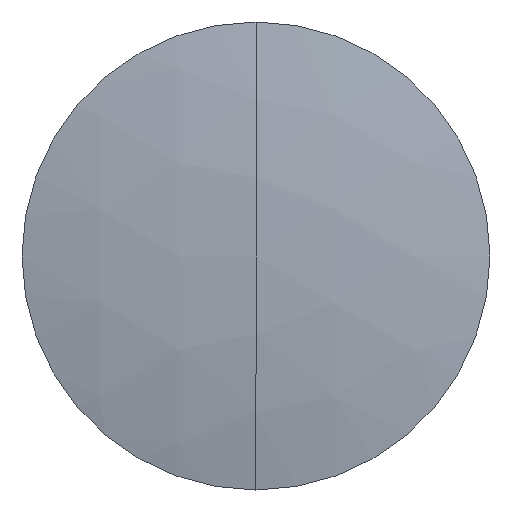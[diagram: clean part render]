
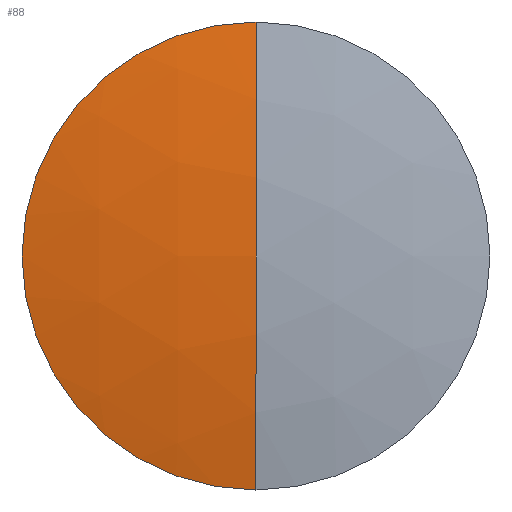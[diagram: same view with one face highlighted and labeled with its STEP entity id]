
A CAD part, left-side view. The second image highlights one B-rep face of the part: STEP entity #88.
In plain terms, the highlighted spherical face has radius 50.517 mm.
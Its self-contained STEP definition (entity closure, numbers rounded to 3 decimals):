
#11 = CARTESIAN_POINT ( 'NONE',  ( 37.612, 0., 0. ) ) ;
#23 = ORIENTED_EDGE ( 'NONE', *, *, #292, .T. ) ;
#28 = DIRECTION ( 'NONE',  ( 0., 0., 1. ) ) ;
#34 = DIRECTION ( 'NONE',  ( 0., 0., 1. ) ) ;
#35 = CARTESIAN_POINT ( 'NONE',  ( 88.129, 0., 0. ) ) ;
#40 = CARTESIAN_POINT ( 'NONE',  ( 38.611, 0., -10. ) ) ;
#41 = ORIENTED_EDGE ( 'NONE', *, *, #169, .F. ) ;
#64 = CARTESIAN_POINT ( 'NONE',  ( 88.129, 0., 0. ) ) ;
#67 = VERTEX_POINT ( 'NONE', #40 ) ;
#77 = FACE_OUTER_BOUND ( 'NONE', #92, .T. ) ;
#82 = SPHERICAL_SURFACE ( 'NONE', #291, 50.517 ) ;
#88 = ADVANCED_FACE ( 'NONE', ( #77 ), #82, .T. ) ;
#92 = EDGE_LOOP ( 'NONE', ( #23, #181, #41 ) ) ;
#101 = CARTESIAN_POINT ( 'NONE',  ( 38.611, 0., 0. ) ) ;
#107 = DIRECTION ( 'NONE',  ( 0., -1., 0. ) ) ;
#143 = VERTEX_POINT ( 'NONE', #301 ) ;
#144 = DIRECTION ( 'NONE',  ( 0., 1., 0. ) ) ;
#149 = AXIS2_PLACEMENT_3D ( 'NONE', #101, #315, #312 ) ;
#151 = CARTESIAN_POINT ( 'NONE',  ( 88.129, 0., 0. ) ) ;
#169 = EDGE_CURVE ( 'NONE', #143, #332, #176, .T. ) ;
#176 = CIRCLE ( 'NONE', #249, 50.517 ) ;
#181 = ORIENTED_EDGE ( 'NONE', *, *, #320, .T. ) ;
#183 = AXIS2_PLACEMENT_3D ( 'NONE', #64, #195, #28 ) ;
#195 = DIRECTION ( 'NONE',  ( 0., 1., 0. ) ) ;
#249 = AXIS2_PLACEMENT_3D ( 'NONE', #35, #107, #339 ) ;
#284 = CIRCLE ( 'NONE', #149, 10. ) ;
#291 = AXIS2_PLACEMENT_3D ( 'NONE', #151, #144, #34 ) ;
#292 = EDGE_CURVE ( 'NONE', #143, #67, #284, .T. ) ;
#301 = CARTESIAN_POINT ( 'NONE',  ( 38.611, 0., 10. ) ) ;
#312 = DIRECTION ( 'NONE',  ( 0., 0., 1. ) ) ;
#315 = DIRECTION ( 'NONE',  ( -1., 0., 0. ) ) ;
#320 = EDGE_CURVE ( 'NONE', #67, #332, #323, .T. ) ;
#323 = CIRCLE ( 'NONE', #183, 50.517 ) ;
#332 = VERTEX_POINT ( 'NONE', #11 ) ;
#339 = DIRECTION ( 'NONE',  ( 0., 0., -1. ) ) ;
